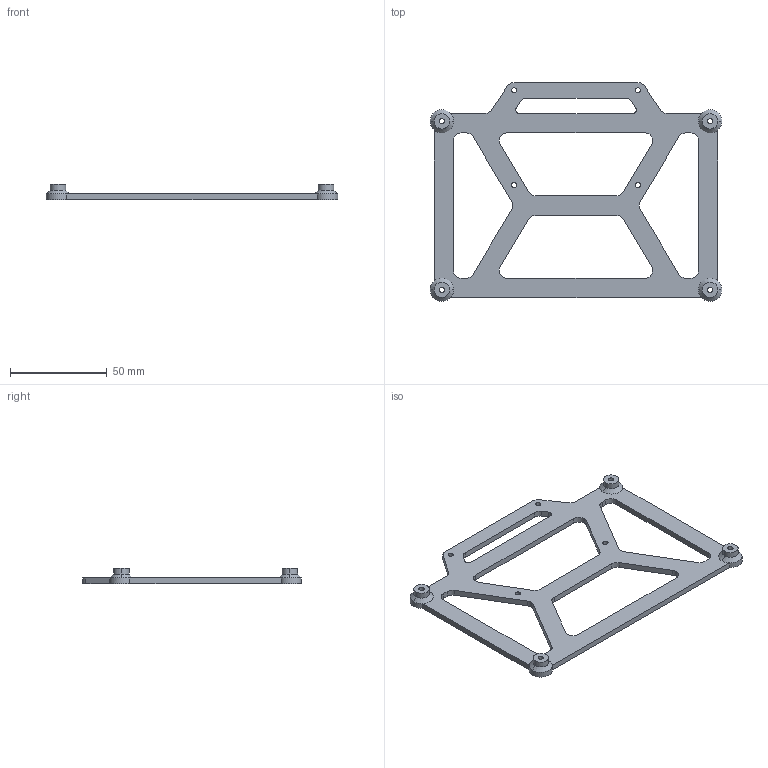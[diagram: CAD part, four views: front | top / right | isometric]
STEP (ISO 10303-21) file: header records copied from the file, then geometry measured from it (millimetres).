
FILE_DESCRIPTION (( 'STEP AP203' ), '1' );
FILE_NAME ('SMOOTHIE adapter.STEP', '2018-01-07T21:26:45', ( '' ), ( '' ), 'SwSTEP 2.0', 'SolidWorks 2017', '' );
FILE_SCHEMA (( 'CONFIG_CONTROL_DESIGN' ));
Length unit declared in the file: millimetre
Products named in the file (1): SMOOTHIE adapter
Bounding box: 150.5 x 113 x 8 mm (x, y, z)
Volume: 23728.7 mm3; surface area: 19998.5 mm2
Topology: 1 solids, 1 shells, 104 faces, 288 edges, 186 vertices
Faces by surface type: cylinder 60, plane 36, cone 8
Entity records: 3487 total; most frequent: DIRECTION 628, CARTESIAN_POINT 579, ORIENTED_EDGE 576, EDGE_CURVE 288, AXIS2_PLACEMENT_3D 235, VERTEX_POINT 186, LINE 158, VECTOR 158
